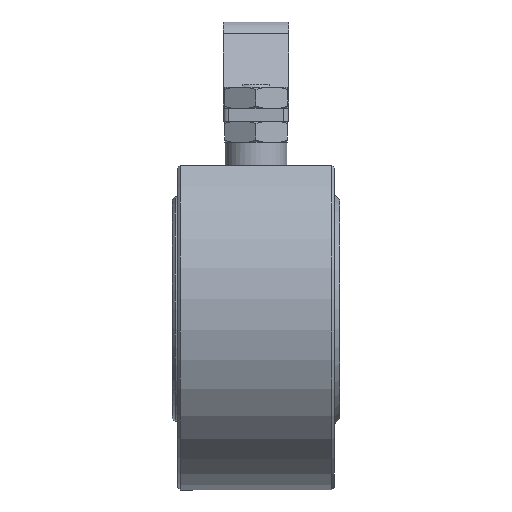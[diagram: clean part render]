
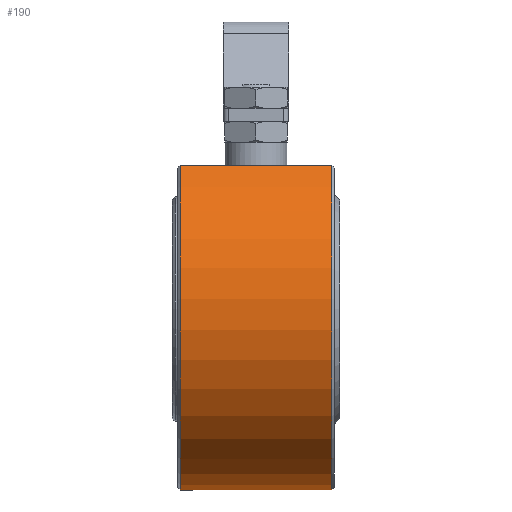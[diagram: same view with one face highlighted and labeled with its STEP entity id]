
A CAD part, left-side view. The second image highlights one B-rep face of the part: STEP entity #190.
In plain terms, the highlighted cylindrical face has radius 69.5 mm (diameter 139 mm), a partial arc.
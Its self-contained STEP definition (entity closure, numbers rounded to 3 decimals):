
#190 = ADVANCED_FACE( '', ( #477 ), #478, .T. );
#477 = FACE_OUTER_BOUND( '', #896, .T. );
#478 = CYLINDRICAL_SURFACE( '', #897, 69.5 );
#896 = EDGE_LOOP( '', ( #1408, #1409, #1410, #1411 ) );
#897 = AXIS2_PLACEMENT_3D( '', #1412, #1413, #1414 );
#1408 = ORIENTED_EDGE( '', *, *, #2342, .T. );
#1409 = ORIENTED_EDGE( '', *, *, #2343, .T. );
#1410 = ORIENTED_EDGE( '', *, *, #2344, .T. );
#1411 = ORIENTED_EDGE( '', *, *, #2345, .T. );
#1412 = CARTESIAN_POINT( '', ( 0., 62., 0. ) );
#1413 = DIRECTION( '', ( 0., -1., 0. ) );
#1414 = DIRECTION( '', ( 1., 0., 0. ) );
#2342 = EDGE_CURVE( '', #2802, #2803, #2804, .T. );
#2343 = EDGE_CURVE( '', #2803, #2805, #2806, .T. );
#2344 = EDGE_CURVE( '', #2805, #2807, #2808, .T. );
#2345 = EDGE_CURVE( '', #2807, #2802, #2809, .T. );
#2802 = VERTEX_POINT( '', #3439 );
#2803 = VERTEX_POINT( '', #3440 );
#2804 = CIRCLE( '', #3441, 69.5 );
#2805 = VERTEX_POINT( '', #3442 );
#2806 = LINE( '', #3443, #3444 );
#2807 = VERTEX_POINT( '', #3445 );
#2808 = CIRCLE( '', #3446, 69.5 );
#2809 = LINE( '', #3447, #3448 );
#3439 = CARTESIAN_POINT( '', ( 42.488, 3., 55. ) );
#3440 = CARTESIAN_POINT( '', ( -42.488, 3., 55. ) );
#3441 = AXIS2_PLACEMENT_3D( '', #4122, #4123, #4124 );
#3442 = CARTESIAN_POINT( '', ( -42.488, 61., 55. ) );
#3443 = CARTESIAN_POINT( '', ( -42.488, 62., 55. ) );
#3444 = VECTOR( '', #4125, 1000. );
#3445 = CARTESIAN_POINT( '', ( 42.488, 61., 55. ) );
#3446 = AXIS2_PLACEMENT_3D( '', #4126, #4127, #4128 );
#3447 = CARTESIAN_POINT( '', ( 42.488, 62., 55. ) );
#3448 = VECTOR( '', #4129, 1000. );
#4122 = CARTESIAN_POINT( '', ( 0., 3., 0. ) );
#4123 = DIRECTION( '', ( 0., 1., 0. ) );
#4124 = DIRECTION( '', ( 0., 0., 1. ) );
#4125 = DIRECTION( '', ( 0., 1., 0. ) );
#4126 = CARTESIAN_POINT( '', ( 0., 61., 0. ) );
#4127 = DIRECTION( '', ( 0., -1., 0. ) );
#4128 = DIRECTION( '', ( 0., 0., -1. ) );
#4129 = DIRECTION( '', ( 0., -1., 0. ) );
